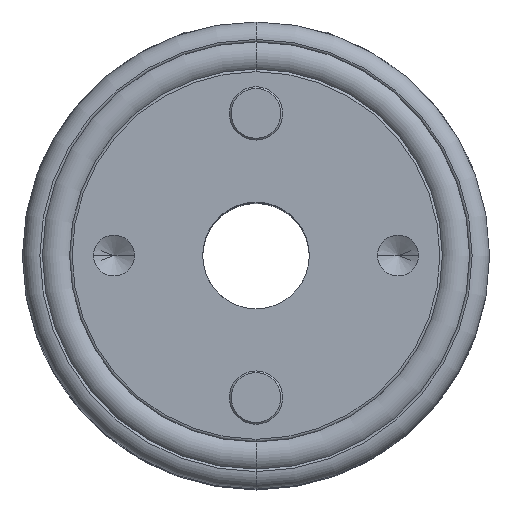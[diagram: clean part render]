
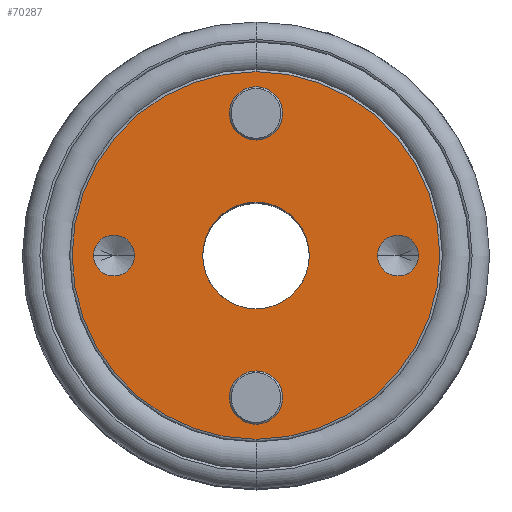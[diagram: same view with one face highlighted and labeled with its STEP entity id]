
A CAD part, top view. The second image highlights one B-rep face of the part: STEP entity #70287.
In plain terms, the highlighted planar face has unit normal (0, 0, 1).
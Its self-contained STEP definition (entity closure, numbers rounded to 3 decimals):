
#21591=CARTESIAN_POINT('',(0.,0.,72.));
#21592=DIRECTION('',(0.,0.,1.));
#21593=DIRECTION('',(0.,1.,0.));
#21594=AXIS2_PLACEMENT_3D('',#21591,#21592,#21593);
#21596=CARTESIAN_POINT('',(0.,0.,72.));
#21597=DIRECTION('',(0.,0.,1.));
#21598=DIRECTION('',(0.,-1.,0.));
#21599=AXIS2_PLACEMENT_3D('',#21596,#21597,#21598);
#21601=CARTESIAN_POINT('',(0.,0.,72.));
#21602=DIRECTION('',(0.,0.,-1.));
#21603=DIRECTION('',(0.,-1.,0.));
#21604=AXIS2_PLACEMENT_3D('',#21601,#21602,#21603);
#21606=CARTESIAN_POINT('',(0.,0.,72.));
#21607=DIRECTION('',(0.,0.,-1.));
#21608=DIRECTION('',(0.,1.,0.));
#21609=AXIS2_PLACEMENT_3D('',#21606,#21607,#21608);
#21611=CARTESIAN_POINT('',(16.,0.,72.));
#21612=DIRECTION('',(0.,0.,-1.));
#21613=DIRECTION('',(1.,0.,0.));
#21614=AXIS2_PLACEMENT_3D('',#21611,#21612,#21613);
#21616=CARTESIAN_POINT('',(16.,0.,72.));
#21617=DIRECTION('',(0.,0.,-1.));
#21618=DIRECTION('',(-1.,0.,0.));
#21619=AXIS2_PLACEMENT_3D('',#21616,#21617,#21618);
#21621=CARTESIAN_POINT('',(-16.,0.,72.));
#21622=DIRECTION('',(0.,0.,1.));
#21623=DIRECTION('',(-1.,0.,0.));
#21624=AXIS2_PLACEMENT_3D('',#21621,#21622,#21623);
#21626=CARTESIAN_POINT('',(-16.,0.,72.));
#21627=DIRECTION('',(0.,0.,1.));
#21628=DIRECTION('',(1.,0.,0.));
#21629=AXIS2_PLACEMENT_3D('',#21626,#21627,#21628);
#21631=CARTESIAN_POINT('',(0.,16.,72.));
#21632=DIRECTION('',(0.,0.,1.));
#21633=DIRECTION('',(0.,-1.,0.));
#21634=AXIS2_PLACEMENT_3D('',#21631,#21632,#21633);
#21636=CARTESIAN_POINT('',(0.,16.,72.));
#21637=DIRECTION('',(0.,0.,1.));
#21638=DIRECTION('',(0.,1.,0.));
#21639=AXIS2_PLACEMENT_3D('',#21636,#21637,#21638);
#21641=CARTESIAN_POINT('',(0.,-16.,72.));
#21642=DIRECTION('',(0.,0.,1.));
#21643=DIRECTION('',(0.,-1.,0.));
#21644=AXIS2_PLACEMENT_3D('',#21641,#21642,#21643);
#21646=CARTESIAN_POINT('',(0.,-16.,72.));
#21647=DIRECTION('',(0.,0.,1.));
#21648=DIRECTION('',(0.,1.,0.));
#21649=AXIS2_PLACEMENT_3D('',#21646,#21647,#21648);
#22442=CARTESIAN_POINT('',(0.,-6.,72.));
#22443=CARTESIAN_POINT('',(0.,6.,72.));
#22444=VERTEX_POINT('',#22442);
#22445=VERTEX_POINT('',#22443);
#22450=CARTESIAN_POINT('',(0.,20.7,72.));
#22451=CARTESIAN_POINT('',(0.,-20.7,72.));
#22452=VERTEX_POINT('',#22450);
#22453=VERTEX_POINT('',#22451);
#22504=CARTESIAN_POINT('',(18.3,0.,72.));
#22505=CARTESIAN_POINT('',(13.7,0.,72.));
#22506=VERTEX_POINT('',#22504);
#22507=VERTEX_POINT('',#22505);
#22514=CARTESIAN_POINT('',(-18.3,0.,72.));
#22515=CARTESIAN_POINT('',(-13.7,0.,72.));
#22516=VERTEX_POINT('',#22514);
#22517=VERTEX_POINT('',#22515);
#23362=CARTESIAN_POINT('',(0.,13.,72.));
#23363=CARTESIAN_POINT('',(0.,19.,72.));
#23364=VERTEX_POINT('',#23362);
#23365=VERTEX_POINT('',#23363);
#23386=CARTESIAN_POINT('',(0.,-19.,72.));
#23387=CARTESIAN_POINT('',(0.,-13.,72.));
#23388=VERTEX_POINT('',#23386);
#23389=VERTEX_POINT('',#23387);
#70247=CARTESIAN_POINT('',(0.,0.,72.));
#70248=DIRECTION('',(0.,0.,1.));
#70249=DIRECTION('',(0.,1.,0.));
#70250=AXIS2_PLACEMENT_3D('',#70247,#70248,#70249);
#70251=PLANE('',#70250);
#70253=ORIENTED_EDGE('',*,*,#70252,.F.);
#70255=ORIENTED_EDGE('',*,*,#70254,.F.);
#70256=EDGE_LOOP('',(#70253,#70255));
#70257=FACE_OUTER_BOUND('',#70256,.F.);
#70259=ORIENTED_EDGE('',*,*,#70258,.F.);
#70260=ORIENTED_EDGE('',*,*,#70230,.F.);
#70261=EDGE_LOOP('',(#70259,#70260));
#70262=FACE_BOUND('',#70261,.F.);
#70264=ORIENTED_EDGE('',*,*,#70263,.F.);
#70266=ORIENTED_EDGE('',*,*,#70265,.F.);
#70267=EDGE_LOOP('',(#70264,#70266));
#70268=FACE_BOUND('',#70267,.F.);
#70270=ORIENTED_EDGE('',*,*,#70269,.T.);
#70272=ORIENTED_EDGE('',*,*,#70271,.T.);
#70273=EDGE_LOOP('',(#70270,#70272));
#70274=FACE_BOUND('',#70273,.F.);
#70276=ORIENTED_EDGE('',*,*,#70275,.T.);
#70278=ORIENTED_EDGE('',*,*,#70277,.T.);
#70279=EDGE_LOOP('',(#70276,#70278));
#70280=FACE_BOUND('',#70279,.F.);
#70282=ORIENTED_EDGE('',*,*,#70281,.T.);
#70284=ORIENTED_EDGE('',*,*,#70283,.T.);
#70285=EDGE_LOOP('',(#70282,#70284));
#70286=FACE_BOUND('',#70285,.F.);
#70287=ADVANCED_FACE('',(#70257,#70262,#70268,#70274,#70280,#70286),#70251,.T.);
#21595=CIRCLE('',#21594,20.7);
#21600=CIRCLE('',#21599,20.7);
#21605=CIRCLE('',#21604,6.);
#21610=CIRCLE('',#21609,6.);
#21615=CIRCLE('',#21614,2.3);
#21620=CIRCLE('',#21619,2.3);
#21625=CIRCLE('',#21624,2.3);
#21630=CIRCLE('',#21629,2.3);
#21635=CIRCLE('',#21634,3.);
#21640=CIRCLE('',#21639,3.);
#21645=CIRCLE('',#21644,3.);
#21650=CIRCLE('',#21649,3.);
#70230=EDGE_CURVE('',#22445,#22444,#21610,.T.);
#70252=EDGE_CURVE('',#22452,#22453,#21595,.T.);
#70254=EDGE_CURVE('',#22453,#22452,#21600,.T.);
#70258=EDGE_CURVE('',#22444,#22445,#21605,.T.);
#70263=EDGE_CURVE('',#22506,#22507,#21615,.T.);
#70265=EDGE_CURVE('',#22507,#22506,#21620,.T.);
#70269=EDGE_CURVE('',#22516,#22517,#21625,.T.);
#70271=EDGE_CURVE('',#22517,#22516,#21630,.T.);
#70275=EDGE_CURVE('',#23364,#23365,#21635,.T.);
#70277=EDGE_CURVE('',#23365,#23364,#21640,.T.);
#70281=EDGE_CURVE('',#23388,#23389,#21645,.T.);
#70283=EDGE_CURVE('',#23389,#23388,#21650,.T.);
